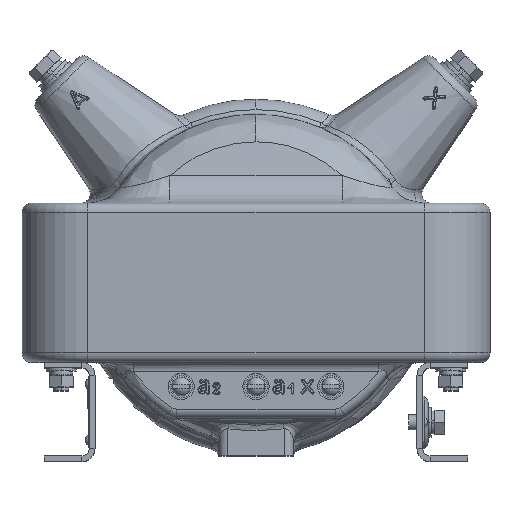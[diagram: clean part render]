
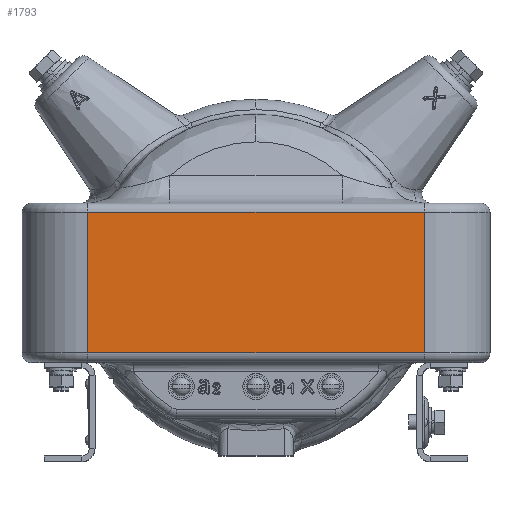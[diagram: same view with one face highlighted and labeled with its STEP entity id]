
A CAD part, top view. The second image highlights one B-rep face of the part: STEP entity #1793.
In plain terms, the highlighted planar face has unit normal (0, 0, 1).
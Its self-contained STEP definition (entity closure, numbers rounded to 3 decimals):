
#574 = EDGE_CURVE ( 'NONE', #17282, #17145, #22641, .T. ) ;
#730 = EDGE_CURVE ( 'NONE', #17282, #17169, #22349, .T. ) ;
#1793 = ADVANCED_FACE ( 'NONE', ( #20593 ), #8975, .F. ) ;
#3020 = AXIS2_PLACEMENT_3D ( 'NONE', #8973, #8978, #8979 ) ;
#4081 = CARTESIAN_POINT ( 'NONE',  ( -90., 34.3, 92.5 ) ) ;
#4084 = DIRECTION ( 'NONE',  ( -1., 0., 0. ) ) ;
#8973 = CARTESIAN_POINT ( 'NONE',  ( -90., 39.3, 92.5 ) ) ;
#8975 = PLANE ( 'NONE',  #3020 ) ;
#8978 = DIRECTION ( 'NONE',  ( 0., 0., -1. ) ) ;
#8979 = DIRECTION ( 'NONE',  ( -1., 0., 0. ) ) ;
#15422 = CARTESIAN_POINT ( 'NONE',  ( 90., -40.7, 92.5 ) ) ;
#15436 = CARTESIAN_POINT ( 'NONE',  ( -90., 34.3, 92.5 ) ) ;
#15446 = CARTESIAN_POINT ( 'NONE',  ( -90., -40.7, 92.5 ) ) ;
#15497 = CARTESIAN_POINT ( 'NONE',  ( 90., 34.3, 92.5 ) ) ;
#16324 = CARTESIAN_POINT ( 'NONE',  ( -90., 39.3, 92.5 ) ) ;
#16367 = DIRECTION ( 'NONE',  ( 0., -1., 0. ) ) ;
#16497 = CARTESIAN_POINT ( 'NONE',  ( 90., -40.7, 92.5 ) ) ;
#16498 = DIRECTION ( 'NONE',  ( 1., 0., 0. ) ) ;
#17145 = VERTEX_POINT ( 'NONE', #15422 ) ;
#17169 = VERTEX_POINT ( 'NONE', #15436 ) ;
#17188 = VERTEX_POINT ( 'NONE', #15446 ) ;
#17282 = VERTEX_POINT ( 'NONE', #15497 ) ;
#18574 = CARTESIAN_POINT ( 'NONE',  ( 90., 39.3, 92.5 ) ) ;
#18579 = DIRECTION ( 'NONE',  ( 0., -1., 0. ) ) ;
#19790 = EDGE_LOOP ( 'NONE', ( #21842, #21845, #21840, #21843 ) ) ;
#20593 = FACE_OUTER_BOUND ( 'NONE', #19790, .T. ) ;
#21518 = VECTOR ( 'NONE', #16498, 1000. ) ;
#21552 = LINE ( 'NONE', #16497, #21518 ) ;
#21570 = LINE ( 'NONE', #16324, #21584 ) ;
#21584 = VECTOR ( 'NONE', #16367, 1000. ) ;
#21840 = ORIENTED_EDGE ( 'NONE', *, *, #574, .F. ) ;
#21842 = ORIENTED_EDGE ( 'NONE', *, *, #22181, .T. ) ;
#21843 = ORIENTED_EDGE ( 'NONE', *, *, #730, .T. ) ;
#21845 = ORIENTED_EDGE ( 'NONE', *, *, #22206, .T. ) ;
#22181 = EDGE_CURVE ( 'NONE', #17169, #17188, #21570, .T. ) ;
#22206 = EDGE_CURVE ( 'NONE', #17188, #17145, #21552, .T. ) ;
#22340 = VECTOR ( 'NONE', #4084, 1000. ) ;
#22349 = LINE ( 'NONE', #4081, #22340 ) ;
#22639 = VECTOR ( 'NONE', #18579, 1000. ) ;
#22641 = LINE ( 'NONE', #18574, #22639 ) ;
